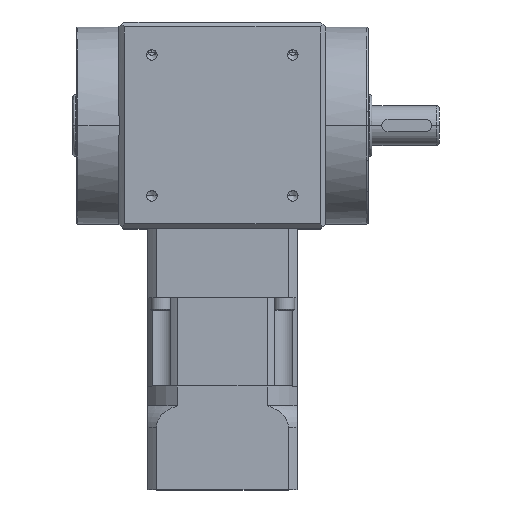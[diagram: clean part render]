
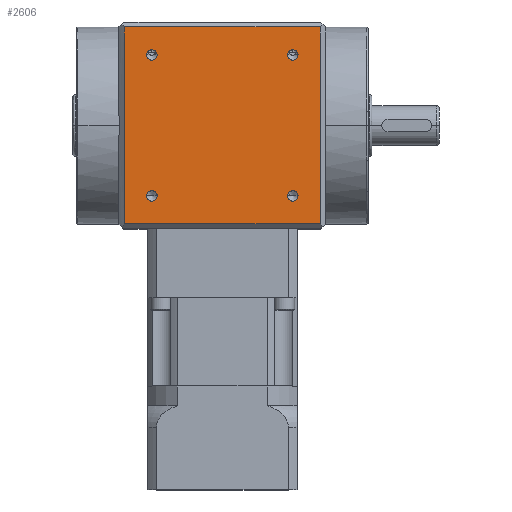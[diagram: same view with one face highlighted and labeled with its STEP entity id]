
A CAD part, top view. The second image highlights one B-rep face of the part: STEP entity #2606.
In plain terms, the highlighted planar face has unit normal (0, 0, 1).
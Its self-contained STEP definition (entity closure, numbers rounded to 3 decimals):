
#573 = CARTESIAN_POINT ( 'NONE',  ( -28.284, 161.884, 41.5 ) ) ;
#1101 = VECTOR ( 'NONE', #8351, 1000. ) ;
#1255 = CARTESIAN_POINT ( 'NONE',  ( 28.284, 161.884, 41.5 ) ) ;
#1312 = ORIENTED_EDGE ( 'NONE', *, *, #11451, .F. ) ;
#1441 = CARTESIAN_POINT ( 'NONE',  ( 28.284, 107.416, 41.5 ) ) ;
#1586 = VERTEX_POINT ( 'NONE', #18495 ) ;
#1783 = DIRECTION ( 'NONE',  ( 0., 0., -1. ) ) ;
#1825 = EDGE_CURVE ( 'NONE', #17346, #16974, #4746, .T. ) ;
#1859 = ORIENTED_EDGE ( 'NONE', *, *, #14232, .T. ) ;
#1900 = AXIS2_PLACEMENT_3D ( 'NONE', #7000, #4119, #12809 ) ;
#2529 = AXIS2_PLACEMENT_3D ( 'NONE', #3838, #16106, #5612 ) ;
#2606 = ADVANCED_FACE ( 'NONE', ( #13263, #22455, #8597, #10698, #6022 ), #13696, .F. ) ;
#2901 = ORIENTED_EDGE ( 'NONE', *, *, #11474, .F. ) ;
#3182 = CARTESIAN_POINT ( 'NONE',  ( -41.5, 96.2, 41.5 ) ) ;
#3204 = DIRECTION ( 'NONE',  ( 0., -1., 0. ) ) ;
#3313 = ORIENTED_EDGE ( 'NONE', *, *, #11026, .T. ) ;
#3637 = AXIS2_PLACEMENT_3D ( 'NONE', #14875, #21007, #20108 ) ;
#3838 = CARTESIAN_POINT ( 'NONE',  ( -28.284, 107.416, 41.5 ) ) ;
#3861 = CARTESIAN_POINT ( 'NONE',  ( -28.284, 105.316, 41.5 ) ) ;
#3966 = ORIENTED_EDGE ( 'NONE', *, *, #6894, .T. ) ;
#3969 = CARTESIAN_POINT ( 'NONE',  ( 28.284, 105.316, 41.5 ) ) ;
#4119 = DIRECTION ( 'NONE',  ( 0., 0., 1. ) ) ;
#4746 = CIRCLE ( 'NONE', #1900, 2.1 ) ;
#5200 = CIRCLE ( 'NONE', #6227, 2.1 ) ;
#5612 = DIRECTION ( 'NONE',  ( 0., -1., 0. ) ) ;
#5785 = VECTOR ( 'NONE', #18023, 1000. ) ;
#6003 = CIRCLE ( 'NONE', #19360, 2.1 ) ;
#6022 = FACE_BOUND ( 'NONE', #17946, .T. ) ;
#6227 = AXIS2_PLACEMENT_3D ( 'NONE', #1441, #13719, #3204 ) ;
#6425 = EDGE_LOOP ( 'NONE', ( #12222, #9751 ) ) ;
#6860 = CARTESIAN_POINT ( 'NONE',  ( -39.292, 96.2, 41.5 ) ) ;
#6883 = ORIENTED_EDGE ( 'NONE', *, *, #12032, .T. ) ;
#6894 = EDGE_CURVE ( 'NONE', #16102, #21100, #13470, .T. ) ;
#6944 = DIRECTION ( 'NONE',  ( 0., 0., -1. ) ) ;
#6999 = DIRECTION ( 'NONE',  ( 0., 0., -1. ) ) ;
#7000 = CARTESIAN_POINT ( 'NONE',  ( 28.284, 107.416, 41.5 ) ) ;
#7250 = EDGE_CURVE ( 'NONE', #14933, #8859, #22040, .T. ) ;
#7470 = CARTESIAN_POINT ( 'NONE',  ( -28.284, 107.416, 41.5 ) ) ;
#8203 = CARTESIAN_POINT ( 'NONE',  ( 28.284, 163.984, 41.5 ) ) ;
#8250 = CIRCLE ( 'NONE', #8272, 2.1 ) ;
#8272 = AXIS2_PLACEMENT_3D ( 'NONE', #17432, #6999, #19139 ) ;
#8351 = DIRECTION ( 'NONE',  ( 0., -1., 0. ) ) ;
#8597 = FACE_BOUND ( 'NONE', #20866, .T. ) ;
#8729 = VECTOR ( 'NONE', #22173, 1000. ) ;
#8765 = LINE ( 'NONE', #3182, #16927 ) ;
#8859 = VERTEX_POINT ( 'NONE', #14642 ) ;
#9119 = CARTESIAN_POINT ( 'NONE',  ( -28.284, 109.516, 41.5 ) ) ;
#9238 = DIRECTION ( 'NONE',  ( 0., -1., 0. ) ) ;
#9586 = CARTESIAN_POINT ( 'NONE',  ( 28.284, 109.516, 41.5 ) ) ;
#9751 = ORIENTED_EDGE ( 'NONE', *, *, #18796, .F. ) ;
#9931 = DIRECTION ( 'NONE',  ( 0., -1., 0. ) ) ;
#10026 = CARTESIAN_POINT ( 'NONE',  ( -39.292, 177.2, 41.5 ) ) ;
#10220 = ORIENTED_EDGE ( 'NONE', *, *, #22499, .F. ) ;
#10680 = EDGE_CURVE ( 'NONE', #18150, #17304, #22412, .T. ) ;
#10698 = FACE_BOUND ( 'NONE', #13641, .T. ) ;
#11026 = EDGE_CURVE ( 'NONE', #1586, #21931, #8250, .T. ) ;
#11451 = EDGE_CURVE ( 'NONE', #16762, #21418, #19105, .T. ) ;
#11474 = EDGE_CURVE ( 'NONE', #16974, #17346, #5200, .T. ) ;
#11997 = EDGE_CURVE ( 'NONE', #21418, #14933, #8765, .T. ) ;
#12032 = EDGE_CURVE ( 'NONE', #21931, #1586, #6003, .T. ) ;
#12126 = EDGE_LOOP ( 'NONE', ( #12758, #1312, #10220, #18717 ) ) ;
#12222 = ORIENTED_EDGE ( 'NONE', *, *, #10680, .F. ) ;
#12283 = CARTESIAN_POINT ( 'NONE',  ( 28.284, 163.984, 41.5 ) ) ;
#12356 = CARTESIAN_POINT ( 'NONE',  ( 39.292, 175.2, 41.5 ) ) ;
#12758 = ORIENTED_EDGE ( 'NONE', *, *, #11997, .F. ) ;
#12809 = DIRECTION ( 'NONE',  ( 0., -1., 0. ) ) ;
#13263 = FACE_OUTER_BOUND ( 'NONE', #12126, .T. ) ;
#13470 = CIRCLE ( 'NONE', #14343, 2.1 ) ;
#13641 = EDGE_LOOP ( 'NONE', ( #1859, #3966 ) ) ;
#13696 = PLANE ( 'NONE',  #3637 ) ;
#13719 = DIRECTION ( 'NONE',  ( 0., 0., 1. ) ) ;
#14015 = DIRECTION ( 'NONE',  ( 0., -1., 0. ) ) ;
#14232 = EDGE_CURVE ( 'NONE', #21100, #16102, #16697, .T. ) ;
#14343 = AXIS2_PLACEMENT_3D ( 'NONE', #12283, #1783, #14015 ) ;
#14642 = CARTESIAN_POINT ( 'NONE',  ( -39.292, 175.2, 41.5 ) ) ;
#14875 = CARTESIAN_POINT ( 'NONE',  ( -41.5, 177.2, 41.5 ) ) ;
#14933 = VERTEX_POINT ( 'NONE', #6860 ) ;
#15202 = CARTESIAN_POINT ( 'NONE',  ( 28.284, 166.084, 41.5 ) ) ;
#16102 = VERTEX_POINT ( 'NONE', #15202 ) ;
#16106 = DIRECTION ( 'NONE',  ( 0., 0., 1. ) ) ;
#16341 = CARTESIAN_POINT ( 'NONE',  ( 0., 175.2, 41.5 ) ) ;
#16697 = CIRCLE ( 'NONE', #18582, 2.1 ) ;
#16762 = VERTEX_POINT ( 'NONE', #12356 ) ;
#16927 = VECTOR ( 'NONE', #22337, 1000. ) ;
#16974 = VERTEX_POINT ( 'NONE', #9586 ) ;
#17304 = VERTEX_POINT ( 'NONE', #9119 ) ;
#17346 = VERTEX_POINT ( 'NONE', #3969 ) ;
#17385 = CARTESIAN_POINT ( 'NONE',  ( -28.284, 163.984, 41.5 ) ) ;
#17432 = CARTESIAN_POINT ( 'NONE',  ( -28.284, 163.984, 41.5 ) ) ;
#17946 = EDGE_LOOP ( 'NONE', ( #6883, #3313 ) ) ;
#18023 = DIRECTION ( 'NONE',  ( 1., 0., 0. ) ) ;
#18150 = VERTEX_POINT ( 'NONE', #3861 ) ;
#18495 = CARTESIAN_POINT ( 'NONE',  ( -28.284, 166.084, 41.5 ) ) ;
#18582 = AXIS2_PLACEMENT_3D ( 'NONE', #8203, #20382, #9931 ) ;
#18717 = ORIENTED_EDGE ( 'NONE', *, *, #7250, .F. ) ;
#18796 = EDGE_CURVE ( 'NONE', #17304, #18150, #22629, .T. ) ;
#19104 = DIRECTION ( 'NONE',  ( 0., -1., 0. ) ) ;
#19105 = LINE ( 'NONE', #22176, #1101 ) ;
#19139 = DIRECTION ( 'NONE',  ( 0., -1., 0. ) ) ;
#19360 = AXIS2_PLACEMENT_3D ( 'NONE', #17385, #6944, #19104 ) ;
#19629 = CARTESIAN_POINT ( 'NONE',  ( 39.292, 96.2, 41.5 ) ) ;
#19644 = DIRECTION ( 'NONE',  ( 0., 0., 1. ) ) ;
#20108 = DIRECTION ( 'NONE',  ( 0., 1., 0. ) ) ;
#20246 = LINE ( 'NONE', #16341, #5785 ) ;
#20382 = DIRECTION ( 'NONE',  ( 0., 0., -1. ) ) ;
#20793 = AXIS2_PLACEMENT_3D ( 'NONE', #7470, #19644, #9238 ) ;
#20813 = ORIENTED_EDGE ( 'NONE', *, *, #1825, .F. ) ;
#20866 = EDGE_LOOP ( 'NONE', ( #20813, #2901 ) ) ;
#21007 = DIRECTION ( 'NONE',  ( 0., 0., -1. ) ) ;
#21100 = VERTEX_POINT ( 'NONE', #1255 ) ;
#21418 = VERTEX_POINT ( 'NONE', #19629 ) ;
#21931 = VERTEX_POINT ( 'NONE', #573 ) ;
#22040 = LINE ( 'NONE', #10026, #8729 ) ;
#22173 = DIRECTION ( 'NONE',  ( 0., 1., 0. ) ) ;
#22176 = CARTESIAN_POINT ( 'NONE',  ( 39.292, 0., 41.5 ) ) ;
#22337 = DIRECTION ( 'NONE',  ( -1., 0., 0. ) ) ;
#22412 = CIRCLE ( 'NONE', #20793, 2.1 ) ;
#22455 = FACE_BOUND ( 'NONE', #6425, .T. ) ;
#22499 = EDGE_CURVE ( 'NONE', #8859, #16762, #20246, .T. ) ;
#22629 = CIRCLE ( 'NONE', #2529, 2.1 ) ;
